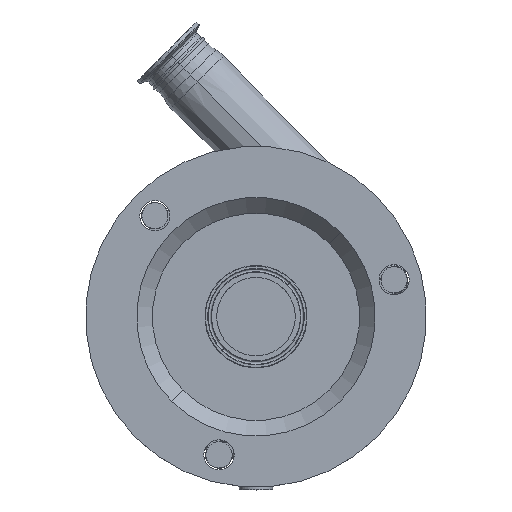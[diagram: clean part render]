
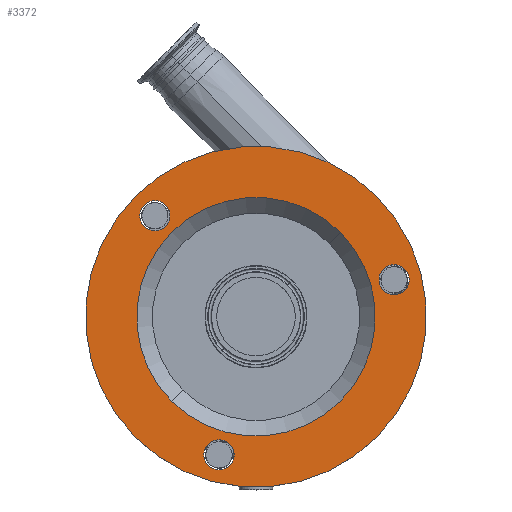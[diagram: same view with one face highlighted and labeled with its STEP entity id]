
A CAD part, top view. The second image highlights one B-rep face of the part: STEP entity #3372.
In plain terms, the highlighted planar face has unit normal (0, 0, 1).
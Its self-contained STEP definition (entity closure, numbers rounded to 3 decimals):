
#247 = CARTESIAN_POINT ( 'NONE',  ( -64.347, -64.347, 217. ) ) ;
#576 = EDGE_CURVE ( 'NONE', #13471, #6195, #3907, .T. ) ;
#1215 = VERTEX_POINT ( 'NONE', #15931 ) ;
#1365 = CARTESIAN_POINT ( 'NONE',  ( 105.286, 28.211, 217. ) ) ;
#1462 = EDGE_LOOP ( 'NONE', ( #20582, #18303 ) ) ;
#1524 = CIRCLE ( 'NONE', #6974, 11.5 ) ;
#1566 = EDGE_LOOP ( 'NONE', ( #18725, #5357 ) ) ;
#2075 = EDGE_CURVE ( 'NONE', #25371, #2320, #12825, .T. ) ;
#2306 = DIRECTION ( 'NONE',  ( 0., 0., -1. ) ) ;
#2320 = VERTEX_POINT ( 'NONE', #13319 ) ;
#2534 = DIRECTION ( 'NONE',  ( 0.259, -0.966, 0. ) ) ;
#2623 = EDGE_CURVE ( 'NONE', #17584, #6044, #21241, .T. ) ;
#3197 = DIRECTION ( 'NONE',  ( 0.707, 0.707, 0. ) ) ;
#3238 = CIRCLE ( 'NONE', #20399, 11.5 ) ;
#3313 = CIRCLE ( 'NONE', #5409, 91. ) ;
#3372 = ADVANCED_FACE ( 'NONE', ( #15677, #16333, #10050, #6261, #22246 ), #3888, .F. ) ;
#3888 = PLANE ( 'NONE',  #9116 ) ;
#3899 = CARTESIAN_POINT ( 'NONE',  ( -17.103, -108.262, 217. ) ) ;
#3907 = CIRCLE ( 'NONE', #4733, 130. ) ;
#3936 = EDGE_LOOP ( 'NONE', ( #24711, #21658 ) ) ;
#4239 = EDGE_CURVE ( 'NONE', #2320, #25371, #8292, .T. ) ;
#4505 = AXIS2_PLACEMENT_3D ( 'NONE', #1365, #7396, #17106 ) ;
#4578 = CARTESIAN_POINT ( 'NONE',  ( -77.075, 77.075, 217. ) ) ;
#4733 = AXIS2_PLACEMENT_3D ( 'NONE', #24190, #21019, #3197 ) ;
#4764 = CARTESIAN_POINT ( 'NONE',  ( -68.943, 85.206, 217. ) ) ;
#5357 = ORIENTED_EDGE ( 'NONE', *, *, #24289, .F. ) ;
#5409 = AXIS2_PLACEMENT_3D ( 'NONE', #17292, #13359, #23468 ) ;
#5885 = DIRECTION ( 'NONE',  ( 0.707, 0.707, 0. ) ) ;
#6044 = VERTEX_POINT ( 'NONE', #24964 ) ;
#6195 = VERTEX_POINT ( 'NONE', #19457 ) ;
#6261 = FACE_BOUND ( 'NONE', #1566, .T. ) ;
#6641 = CIRCLE ( 'NONE', #7051, 11.5 ) ;
#6974 = AXIS2_PLACEMENT_3D ( 'NONE', #18273, #8315, #2534 ) ;
#7051 = AXIS2_PLACEMENT_3D ( 'NONE', #4578, #16617, #24735 ) ;
#7396 = DIRECTION ( 'NONE',  ( 0., 0., 1. ) ) ;
#7404 = AXIS2_PLACEMENT_3D ( 'NONE', #17545, #13066, #19635 ) ;
#8292 = CIRCLE ( 'NONE', #22945, 11.5 ) ;
#8315 = DIRECTION ( 'NONE',  ( 0., 0., 1. ) ) ;
#8338 = CARTESIAN_POINT ( 'NONE',  ( 102.309, 39.319, 217. ) ) ;
#8346 = CIRCLE ( 'NONE', #11690, 130. ) ;
#9116 = AXIS2_PLACEMENT_3D ( 'NONE', #24322, #2306, #20146 ) ;
#9496 = CIRCLE ( 'NONE', #7404, 91. ) ;
#9584 = DIRECTION ( 'NONE',  ( 0., 0., 1. ) ) ;
#10050 = FACE_BOUND ( 'NONE', #20474, .T. ) ;
#10571 = CARTESIAN_POINT ( 'NONE',  ( 64.347, 64.347, 217. ) ) ;
#10866 = ORIENTED_EDGE ( 'NONE', *, *, #25406, .T. ) ;
#11201 = CARTESIAN_POINT ( 'NONE',  ( -28.211, -105.286, 217. ) ) ;
#11690 = AXIS2_PLACEMENT_3D ( 'NONE', #23311, #23832, #5885 ) ;
#12150 = DIRECTION ( 'NONE',  ( 0., 0., 1. ) ) ;
#12640 = DIRECTION ( 'NONE',  ( 0.707, 0.707, 0. ) ) ;
#12807 = EDGE_CURVE ( 'NONE', #6044, #17584, #1524, .T. ) ;
#12825 = CIRCLE ( 'NONE', #17882, 11.5 ) ;
#12990 = ORIENTED_EDGE ( 'NONE', *, *, #2075, .F. ) ;
#13042 = CARTESIAN_POINT ( 'NONE',  ( -91.924, -91.924, 217. ) ) ;
#13066 = DIRECTION ( 'NONE',  ( 0., 0., 1. ) ) ;
#13144 = EDGE_CURVE ( 'NONE', #17074, #18109, #9496, .T. ) ;
#13319 = CARTESIAN_POINT ( 'NONE',  ( -39.319, -102.309, 217. ) ) ;
#13359 = DIRECTION ( 'NONE',  ( 0., 0., 1. ) ) ;
#13471 = VERTEX_POINT ( 'NONE', #13042 ) ;
#14120 = EDGE_LOOP ( 'NONE', ( #10866, #19416 ) ) ;
#15673 = DIRECTION ( 'NONE',  ( 0., 0., 1. ) ) ;
#15677 = FACE_OUTER_BOUND ( 'NONE', #14120, .T. ) ;
#15931 = CARTESIAN_POINT ( 'NONE',  ( -85.206, 68.943, 217. ) ) ;
#16333 = FACE_BOUND ( 'NONE', #3936, .T. ) ;
#16617 = DIRECTION ( 'NONE',  ( 0., 0., 1. ) ) ;
#17074 = VERTEX_POINT ( 'NONE', #10571 ) ;
#17106 = DIRECTION ( 'NONE',  ( 0.259, -0.966, 0. ) ) ;
#17292 = CARTESIAN_POINT ( 'NONE',  ( 0., 0., 217. ) ) ;
#17545 = CARTESIAN_POINT ( 'NONE',  ( 0., 0., 217. ) ) ;
#17584 = VERTEX_POINT ( 'NONE', #8338 ) ;
#17882 = AXIS2_PLACEMENT_3D ( 'NONE', #11201, #9584, #21777 ) ;
#18109 = VERTEX_POINT ( 'NONE', #247 ) ;
#18273 = CARTESIAN_POINT ( 'NONE',  ( 105.286, 28.211, 217. ) ) ;
#18303 = ORIENTED_EDGE ( 'NONE', *, *, #22974, .F. ) ;
#18434 = CARTESIAN_POINT ( 'NONE',  ( -77.075, 77.075, 217. ) ) ;
#18725 = ORIENTED_EDGE ( 'NONE', *, *, #19047, .F. ) ;
#19047 = EDGE_CURVE ( 'NONE', #19475, #1215, #3238, .T. ) ;
#19416 = ORIENTED_EDGE ( 'NONE', *, *, #576, .T. ) ;
#19457 = CARTESIAN_POINT ( 'NONE',  ( 91.924, 91.924, 217. ) ) ;
#19475 = VERTEX_POINT ( 'NONE', #4764 ) ;
#19635 = DIRECTION ( 'NONE',  ( 0.707, 0.707, 0. ) ) ;
#20146 = DIRECTION ( 'NONE',  ( 0., -1., 0. ) ) ;
#20399 = AXIS2_PLACEMENT_3D ( 'NONE', #18434, #12150, #12640 ) ;
#20474 = EDGE_LOOP ( 'NONE', ( #21826, #12990 ) ) ;
#20582 = ORIENTED_EDGE ( 'NONE', *, *, #13144, .F. ) ;
#21019 = DIRECTION ( 'NONE',  ( 0., 0., 1. ) ) ;
#21241 = CIRCLE ( 'NONE', #4505, 11.5 ) ;
#21576 = CARTESIAN_POINT ( 'NONE',  ( -28.211, -105.286, 217. ) ) ;
#21658 = ORIENTED_EDGE ( 'NONE', *, *, #2623, .F. ) ;
#21777 = DIRECTION ( 'NONE',  ( -0.966, 0.259, 0. ) ) ;
#21826 = ORIENTED_EDGE ( 'NONE', *, *, #4239, .F. ) ;
#22246 = FACE_BOUND ( 'NONE', #1462, .T. ) ;
#22945 = AXIS2_PLACEMENT_3D ( 'NONE', #21576, #15673, #23679 ) ;
#22974 = EDGE_CURVE ( 'NONE', #18109, #17074, #3313, .T. ) ;
#23311 = CARTESIAN_POINT ( 'NONE',  ( 0., 0., 217. ) ) ;
#23468 = DIRECTION ( 'NONE',  ( 0.707, 0.707, 0. ) ) ;
#23679 = DIRECTION ( 'NONE',  ( -0.966, 0.259, 0. ) ) ;
#23832 = DIRECTION ( 'NONE',  ( 0., 0., 1. ) ) ;
#24190 = CARTESIAN_POINT ( 'NONE',  ( 0., 0., 217. ) ) ;
#24289 = EDGE_CURVE ( 'NONE', #1215, #19475, #6641, .T. ) ;
#24322 = CARTESIAN_POINT ( 'NONE',  ( -27.577, 27.577, 217. ) ) ;
#24711 = ORIENTED_EDGE ( 'NONE', *, *, #12807, .F. ) ;
#24735 = DIRECTION ( 'NONE',  ( 0.707, 0.707, 0. ) ) ;
#24964 = CARTESIAN_POINT ( 'NONE',  ( 108.262, 17.103, 217. ) ) ;
#25371 = VERTEX_POINT ( 'NONE', #3899 ) ;
#25406 = EDGE_CURVE ( 'NONE', #6195, #13471, #8346, .T. ) ;
